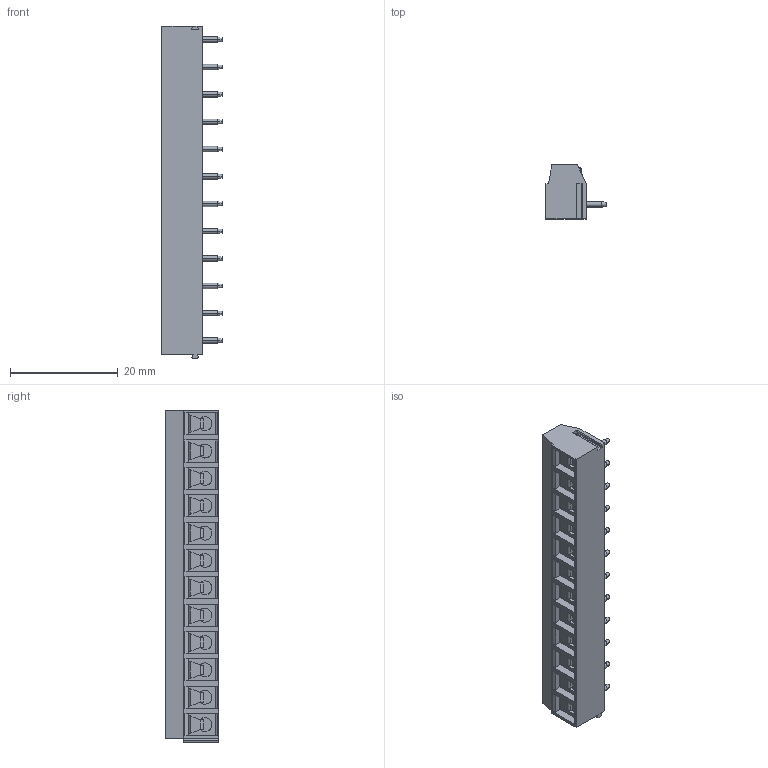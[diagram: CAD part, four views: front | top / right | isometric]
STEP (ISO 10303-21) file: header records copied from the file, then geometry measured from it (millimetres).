
FILE_DESCRIPTION((''),'2;1');
FILE_NAME('TL301R','2024-12-11T',('yanfa'),(''),'PRO/ENGINEER BY PARAMETRIC TECHNOLOGY CORPORATION, 2009280','PRO/ENGINEER BY PARAMETRIC TECHNOLOGY CORPORATION, 2009280','');
FILE_SCHEMA(('AUTOMOTIVE_DESIGN_CC2 { 1 2 10303 214 -1 1 5 2 }'));
Length unit declared in the file: millimetre
Products named in the file (1): TL301R
Bounding box: 11.2 x 10 x 61.65 mm (x, y, z)
Volume: 3504.7 mm3; surface area: 3737.4 mm2
Topology: 1 solids, 1 shells, 749 faces, 1920 edges, 1221 vertices
Faces by surface type: plane 396, cylinder 235, cone 72, torus 24, sphere 22
Entity records: 23546 total; most frequent: CARTESIAN_POINT 5202, DIRECTION 3827, ORIENTED_EDGE 3796, EDGE_CURVE 1898, AXIS2_PLACEMENT_3D 1335, VERTEX_POINT 1221, VECTOR 1157, LINE 1157
